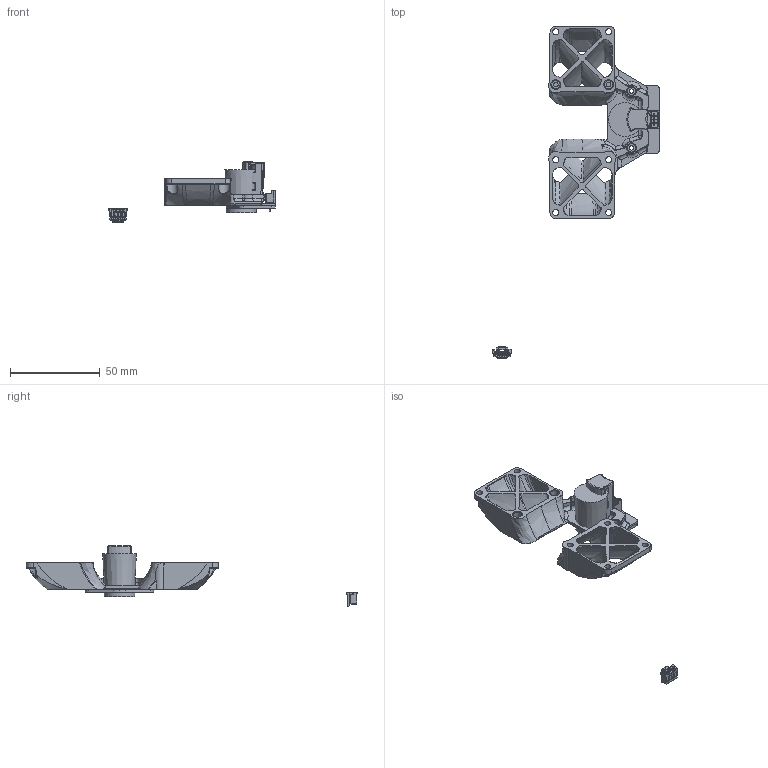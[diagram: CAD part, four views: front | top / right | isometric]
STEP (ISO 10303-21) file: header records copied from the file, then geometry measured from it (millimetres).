
FILE_DESCRIPTION(/* description */ (''),/* implementation_level */ '2;1');
FILE_NAME(/* name */ 'Takeoff FDM Duct Rev 2 .step',/* time_stamp */ '2024-05-22T11:58:55-04:00',/* author */ (''),/* organization */ (''),/* preprocessor_version */ 'ST-DEVELOPER v20',/* originating_system */ 'Autodesk Translation Framework v13.14.0.145',/* authorisation */ '');
FILE_SCHEMA (('AUTOMOTIVE_DESIGN { 1 0 10303 214 3 1 1 }'));
Length unit declared in the file: millimetre
Products named in the file (9): Takeoff FDM Duct Rev 2; Beacon_RevH_Assm_Normal; BeaconG_LP; Optimal Spacing; PCB; ELECTRONICS ZONE; Top Keep Out ZONE; 353620450; Beacon Sherlock
Assembly tree (8 placements, depth 4):
  Takeoff FDM Duct Rev 2
    Beacon_RevH_Assm_Normal
      BeaconG_LP
        Optimal Spacing
        PCB
        ELECTRONICS ZONE
        Top Keep Out ZONE
      353620450
      Beacon Sherlock
Bounding box: 92.96 x 185.25 x 33.82 mm (x, y, z)
Volume: 25862.7 mm3; surface area: 24190.3 mm2
Topology: 9 solids, 9 shells, 953 faces, 2790 edges, 1851 vertices
Faces by surface type: plane 543, bspline 213, cylinder 158, torus 26, cone 7, sphere 6
Full cylindrical faces by diameter (mm): 2.529 x4, 3.4 x8, 4.7 x4, 6.2 x2, 17.003 x1
Entity records: 48488 total; most frequent: CARTESIAN_POINT 24539, ORIENTED_EDGE 5552, DIRECTION 3985, EDGE_CURVE 2776, VERTEX_POINT 1851, LINE 1587, VECTOR 1587, AXIS2_PLACEMENT_3D 1199
